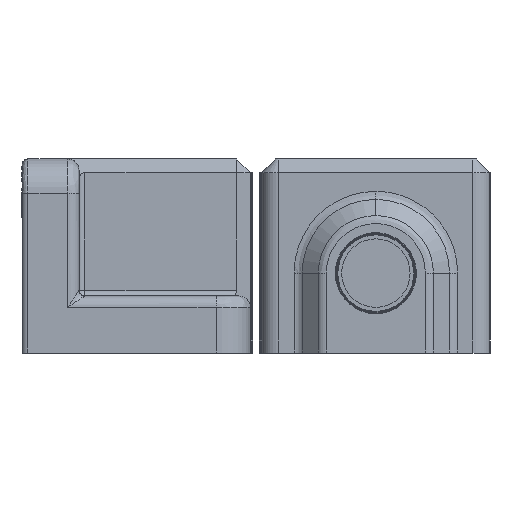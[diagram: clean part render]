
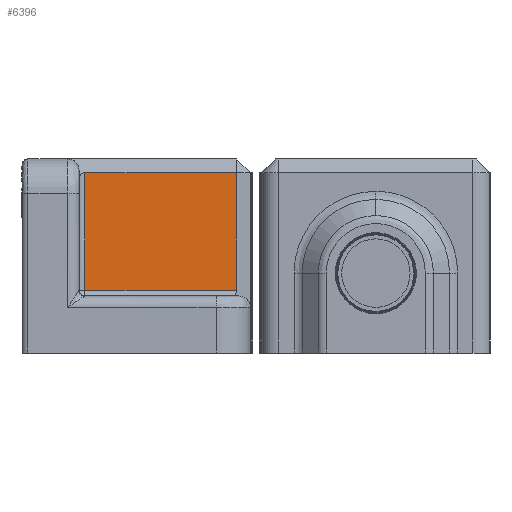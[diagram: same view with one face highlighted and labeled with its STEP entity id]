
A CAD part, front view. The second image highlights one B-rep face of the part: STEP entity #6396.
In plain terms, the highlighted face is planar.
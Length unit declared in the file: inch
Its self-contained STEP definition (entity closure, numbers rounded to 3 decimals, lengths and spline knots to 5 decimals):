
#142 = CARTESIAN_POINT ( 'NONE',  ( -0.34646, 2.51969, 0.62205 ) ) ;
#217 = LINE ( 'NONE', #3385, #2910 ) ;
#260 = VERTEX_POINT ( 'NONE', #5819 ) ;
#646 = ORIENTED_EDGE ( 'NONE', *, *, #5723, .T. ) ;
#833 = VERTEX_POINT ( 'NONE', #142 ) ;
#889 = CARTESIAN_POINT ( 'NONE',  ( 0.17717, 2.51969, 0.62205 ) ) ;
#1205 = VECTOR ( 'NONE', #6128, 39.37008 ) ;
#1517 = DIRECTION ( 'NONE',  ( 0., 0., -1. ) ) ;
#1941 = DIRECTION ( 'NONE',  ( 0., 0., -1. ) ) ;
#2193 = VERTEX_POINT ( 'NONE', #5000 ) ;
#2573 = EDGE_CURVE ( 'NONE', #833, #3085, #6481, .T. ) ;
#2831 = LINE ( 'NONE', #3502, #5497 ) ;
#2910 = VECTOR ( 'NONE', #3333, 39.37008 ) ;
#3059 = ORIENTED_EDGE ( 'NONE', *, *, #3610, .F. ) ;
#3085 = VERTEX_POINT ( 'NONE', #889 ) ;
#3333 = DIRECTION ( 'NONE',  ( 0., 0., 1. ) ) ;
#3379 = EDGE_CURVE ( 'NONE', #260, #833, #217, .T. ) ;
#3385 = CARTESIAN_POINT ( 'NONE',  ( -0.34646, 2.51969, 0.66929 ) ) ;
#3502 = CARTESIAN_POINT ( 'NONE',  ( -0.3937, 2.51969, 0.21654 ) ) ;
#3610 = EDGE_CURVE ( 'NONE', #260, #2193, #2831, .T. ) ;
#4143 = FACE_OUTER_BOUND ( 'NONE', #4201, .T. ) ;
#4201 = EDGE_LOOP ( 'NONE', ( #3059, #6420, #6146, #646 ) ) ;
#4554 = DIRECTION ( 'NONE',  ( 0., -1., 0. ) ) ;
#4571 = CARTESIAN_POINT ( 'NONE',  ( -0.3937, 2.51969, 0.66929 ) ) ;
#4839 = VECTOR ( 'NONE', #1941, 39.37008 ) ;
#4969 = CARTESIAN_POINT ( 'NONE',  ( 0.17717, 2.51969, 0.19685 ) ) ;
#5000 = CARTESIAN_POINT ( 'NONE',  ( 0.17717, 2.51969, 0.21654 ) ) ;
#5017 = AXIS2_PLACEMENT_3D ( 'NONE', #4571, #4554, #1517 ) ;
#5372 = LINE ( 'NONE', #4969, #4839 ) ;
#5497 = VECTOR ( 'NONE', #6486, 39.37008 ) ;
#5601 = CARTESIAN_POINT ( 'NONE',  ( -0.3937, 2.51969, 0.62205 ) ) ;
#5611 = PLANE ( 'NONE',  #5017 ) ;
#5723 = EDGE_CURVE ( 'NONE', #3085, #2193, #5372, .T. ) ;
#5819 = CARTESIAN_POINT ( 'NONE',  ( -0.34646, 2.51969, 0.21654 ) ) ;
#6128 = DIRECTION ( 'NONE',  ( 1., 0., 0. ) ) ;
#6146 = ORIENTED_EDGE ( 'NONE', *, *, #2573, .T. ) ;
#6396 = ADVANCED_FACE ( 'NONE', ( #4143 ), #5611, .F. ) ;
#6420 = ORIENTED_EDGE ( 'NONE', *, *, #3379, .T. ) ;
#6481 = LINE ( 'NONE', #5601, #1205 ) ;
#6486 = DIRECTION ( 'NONE',  ( 1., 0., 0. ) ) ;
